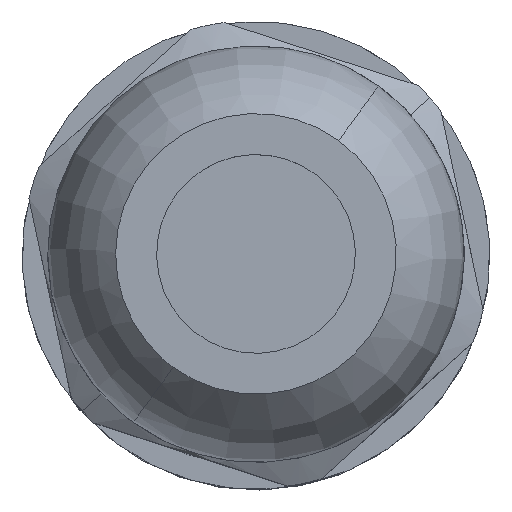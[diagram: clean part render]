
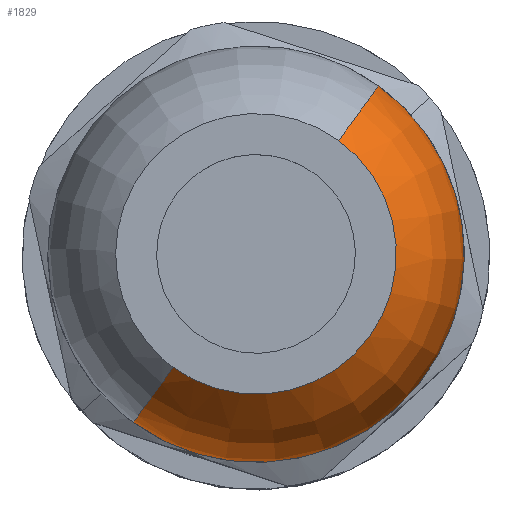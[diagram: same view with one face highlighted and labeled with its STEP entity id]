
A CAD part, top view. The second image highlights one B-rep face of the part: STEP entity #1829.
In plain terms, the highlighted toroidal (fillet/blend) face has major radius 1.6 mm and minor radius 7.3 mm.
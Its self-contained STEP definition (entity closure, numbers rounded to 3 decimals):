
#105=DEGENERATE_TOROIDAL_SURFACE('',#2074,1.6,7.3,
 .T.);
#178=CIRCLE('',#1906,7.3);
#182=CIRCLE('',#1910,7.3);
#188=CIRCLE('',#1923,8.9);
#210=CIRCLE('',#1964,6.);
#264=CIRCLE('',#2049,8.9);
#411=VERTEX_POINT('',#2945);
#413=VERTEX_POINT('',#2948);
#414=VERTEX_POINT('',#2950);
#417=VERTEX_POINT('',#2956);
#430=VERTEX_POINT('',#3017);
#808=EDGE_CURVE('',#414,#413,#178,.T.);
#812=EDGE_CURVE('',#417,#411,#182,.T.);
#830=EDGE_CURVE('',#430,#417,#188,.T.);
#869=EDGE_CURVE('',#413,#411,#210,.T.);
#957=EDGE_CURVE('',#414,#430,#264,.T.);
#1465=ORIENTED_EDGE('',*,*,#812,.F.);
#1466=ORIENTED_EDGE('',*,*,#830,.F.);
#1467=ORIENTED_EDGE('',*,*,#957,.F.);
#1468=ORIENTED_EDGE('',*,*,#808,.T.);
#1469=ORIENTED_EDGE('',*,*,#869,.T.);
#1599=EDGE_LOOP('',(#1465,#1466,#1467,#1468,#1469));
#1723=FACE_BOUND('',#1599,.T.);
#1829=ADVANCED_FACE('',(#1723),#105,.T.);
#1906=AXIS2_PLACEMENT_3D('',#2949,#2263,#2264);
#1910=AXIS2_PLACEMENT_3D('',#2957,#2271,#2272);
#1923=AXIS2_PLACEMENT_3D('',#3018,#2303,#2304);
#1964=AXIS2_PLACEMENT_3D('',#3135,#2385,#2386);
#2049=AXIS2_PLACEMENT_3D('',#3308,#2575,#2576);
#2074=AXIS2_PLACEMENT_3D('',#3333,#2625,$);
#2263=DIRECTION('',(0.,0.227,-0.974));
#2264=DIRECTION('',(0.,-7.11,-1.655));
#2271=DIRECTION('',(0.,-0.227,0.974));
#2272=DIRECTION('',(0.,7.11,1.655));
#2303=DIRECTION('',(1.,0.,0.));
#2304=DIRECTION('',(0.,3.761,-8.066));
#2385=DIRECTION('',(1.,0.,0.));
#2386=DIRECTION('',(0.,2.536,-5.438));
#2575=DIRECTION('',(1.,0.,0.));
#2576=DIRECTION('',(0.,3.761,-8.066));
#2625=DIRECTION('',(1.,0.,0.));
#2945=CARTESIAN_POINT('',(-34.1,5.844,1.36));
#2948=CARTESIAN_POINT('',(-34.1,-5.844,-1.36));
#2949=CARTESIAN_POINT('',(-28.275,-1.558,-0.363));
#2950=CARTESIAN_POINT('',(-28.275,-8.668,-2.017));
#2956=CARTESIAN_POINT('',(-28.275,8.668,2.017));
#2957=CARTESIAN_POINT('',(-28.275,1.558,0.363));
#3017=CARTESIAN_POINT('',(-28.275,3.761,-8.066));
#3018=CARTESIAN_POINT('',(-28.275,0.,0.));
#3135=CARTESIAN_POINT('',(-34.1,0.,0.));
#3308=CARTESIAN_POINT('',(-28.275,0.,0.));
#3333=CARTESIAN_POINT('',(-28.275,0.,0.));
